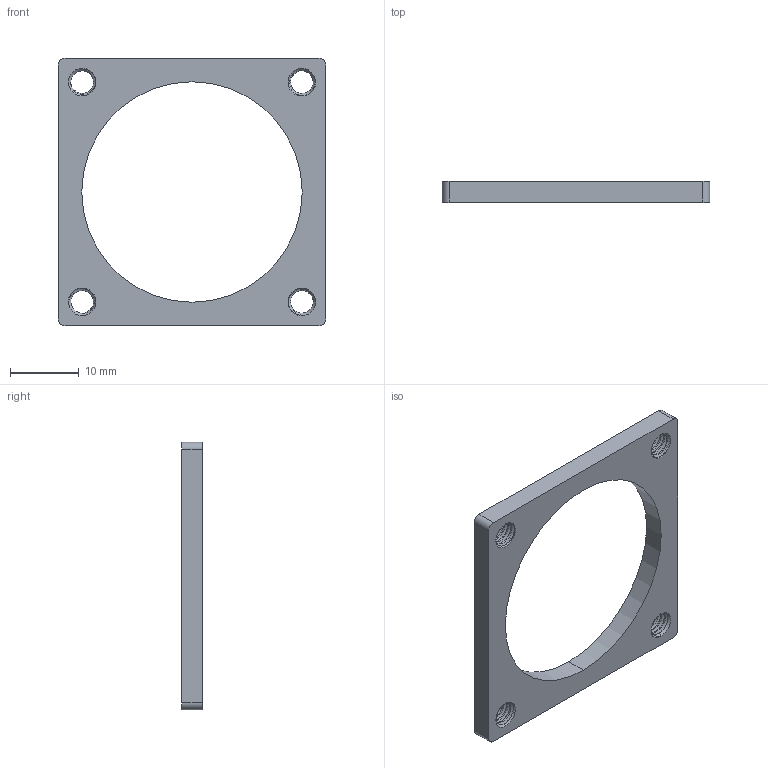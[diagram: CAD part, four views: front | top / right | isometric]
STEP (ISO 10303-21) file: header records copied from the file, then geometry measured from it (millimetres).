
FILE_DESCRIPTION (( 'STEP AP203' ), '1' );
FILE_NAME ('2803-0039-0039.STEP', '2017-04-12T20:19:54', ( '' ), ( '' ), 'SwSTEP 2.0', 'SolidWorks 2016', '' );
FILE_SCHEMA (( 'CONFIG_CONTROL_DESIGN' ));
Length unit declared in the file: millimetre
Products named in the file (1): 2803-0039-0039
Bounding box: 39 x 3 x 39 mm (x, y, z)
Volume: 2007.8 mm3; surface area: 2302 mm2
Topology: 1 solids, 1 shells, 118 faces, 328 edges, 212 vertices
Faces by surface type: cylinder 78, cone 26, bspline 8, plane 6
Entity records: 13389 total; most frequent: CARTESIAN_POINT 10729, ORIENTED_EDGE 656, DIRECTION 438, EDGE_CURVE 328, VERTEX_POINT 212, AXIS2_PLACEMENT_3D 169, EDGE_LOOP 128, FACE_OUTER_BOUND 118
